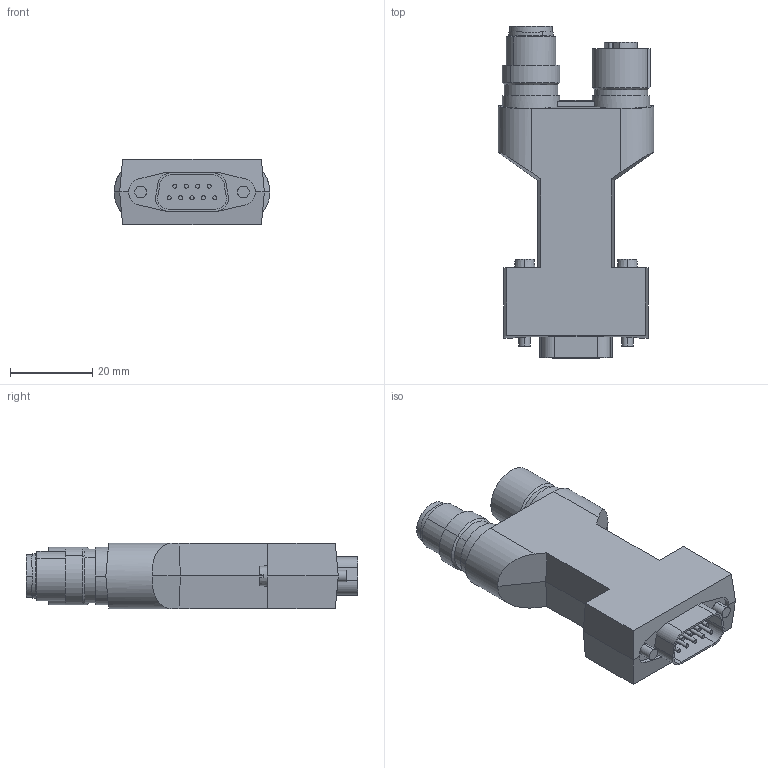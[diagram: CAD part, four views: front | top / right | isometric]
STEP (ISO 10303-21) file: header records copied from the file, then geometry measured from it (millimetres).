
FILE_DESCRIPTION(('SolidDesigner STEP Export'),'2;1');
FILE_NAME('2902321_SUBCON_PLUS_PROFIB_AX_M12-select.stp','2014-03-05T14:05:31',(''),(''),'Creo Elements/Direct Modeling STEP processor for AP214 (Solid Model)','Creo Elements/Direct Modeling 18.1B 29-Sep-2012 (C) Parametric Technology GmbH','');
FILE_SCHEMA(('AUTOMOTIVE_DESIGN { 1 0 10303 214 1 1 1 1 }'));
Length unit declared in the file: millimetre
Products named in the file (2): 2902321_SUBCON_PLUS_PROFIB_AX_M12-select
Assembly tree (1 placements, depth 2):
  2902321_SUBCON_PLUS_PROFIB_AX_M12-select
    2902321_SUBCON_PLUS_PROFIB_AX_M12-select
Bounding box: 37.85 x 80.73 x 16 mm (x, y, z)
Volume: 24613.5 mm3; surface area: 11041.9 mm2
Topology: 1 solids, 1 shells, 255 faces, 642 edges, 425 vertices
Faces by surface type: plane 136, cylinder 81, cone 38
Entity records: 9740 total; most frequent: CARTESIAN_POINT 1828, ORIENTED_EDGE 1284, DIRECTION 1087, EDGE_CURVE 642, VERTEX_POINT 425, AXIS2_PLACEMENT_3D 366, VECTOR 355, LINE 355
